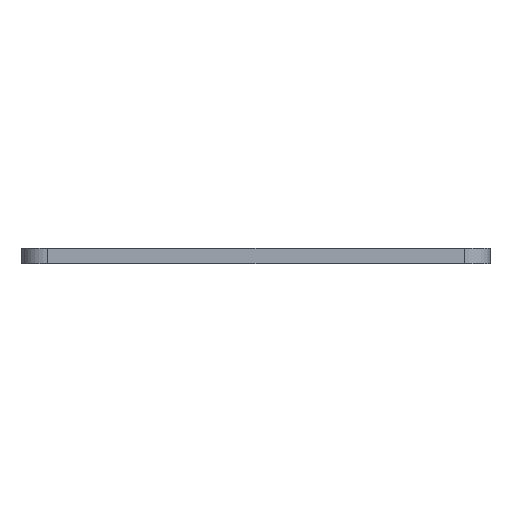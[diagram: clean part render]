
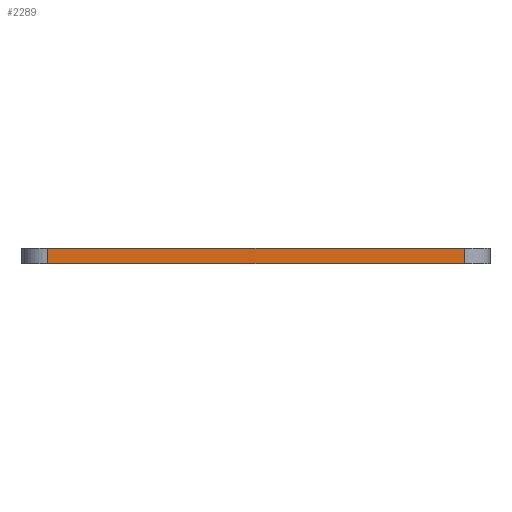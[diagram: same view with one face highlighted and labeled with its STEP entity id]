
A CAD part, left-side view. The second image highlights one B-rep face of the part: STEP entity #2289.
In plain terms, the highlighted planar face has unit normal (-1, 0, 0).
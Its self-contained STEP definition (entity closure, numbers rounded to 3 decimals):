
#63 = VERTEX_POINT('',#64);
#64 = CARTESIAN_POINT('',(-52.443,27.095,-3.));
#71 = EDGE_CURVE('',#72,#63,#74,.T.);
#72 = VERTEX_POINT('',#73);
#73 = CARTESIAN_POINT('',(-52.443,27.095,0.));
#74 = LINE('',#75,#76);
#75 = CARTESIAN_POINT('',(-52.443,27.095,0.));
#76 = VECTOR('',#77,1.);
#77 = DIRECTION('',(-0.,-0.,-1.));
#127 = EDGE_CURVE('',#128,#72,#130,.T.);
#128 = VERTEX_POINT('',#129);
#129 = CARTESIAN_POINT('',(-52.443,-53.655,0.));
#130 = LINE('',#131,#132);
#131 = CARTESIAN_POINT('',(-52.443,-53.655,0.));
#132 = VECTOR('',#133,1.);
#133 = DIRECTION('',(0.,1.,0.));
#1929 = EDGE_CURVE('',#1930,#63,#1932,.T.);
#1930 = VERTEX_POINT('',#1931);
#1931 = CARTESIAN_POINT('',(-52.443,-53.655,-3.));
#1932 = LINE('',#1933,#1934);
#1933 = CARTESIAN_POINT('',(-52.443,-53.655,-3.));
#1934 = VECTOR('',#1935,1.);
#1935 = DIRECTION('',(0.,1.,0.));
#2289 = ADVANCED_FACE('',(#2290),#2301,.F.);
#2290 = FACE_BOUND('',#2291,.F.);
#2291 = EDGE_LOOP('',(#2292,#2298,#2299,#2300));
#2292 = ORIENTED_EDGE('',*,*,#2293,.T.);
#2293 = EDGE_CURVE('',#128,#1930,#2294,.T.);
#2294 = LINE('',#2295,#2296);
#2295 = CARTESIAN_POINT('',(-52.443,-53.655,0.));
#2296 = VECTOR('',#2297,1.);
#2297 = DIRECTION('',(-0.,-0.,-1.));
#2298 = ORIENTED_EDGE('',*,*,#1929,.T.);
#2299 = ORIENTED_EDGE('',*,*,#71,.F.);
#2300 = ORIENTED_EDGE('',*,*,#127,.F.);
#2301 = PLANE('',#2302);
#2302 = AXIS2_PLACEMENT_3D('',#2303,#2304,#2305);
#2303 = CARTESIAN_POINT('',(-52.443,-53.655,0.));
#2304 = DIRECTION('',(1.,0.,0.));
#2305 = DIRECTION('',(0.,1.,0.));
